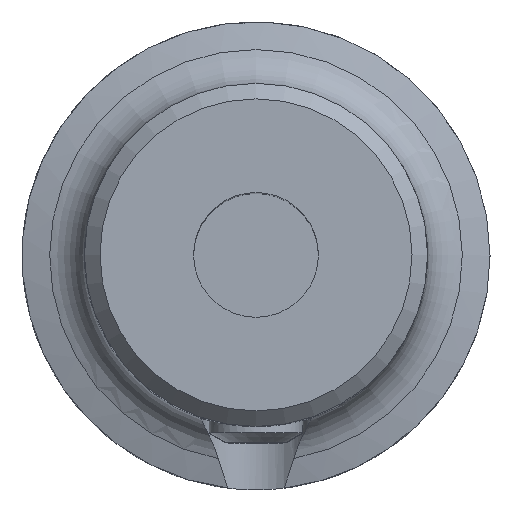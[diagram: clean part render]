
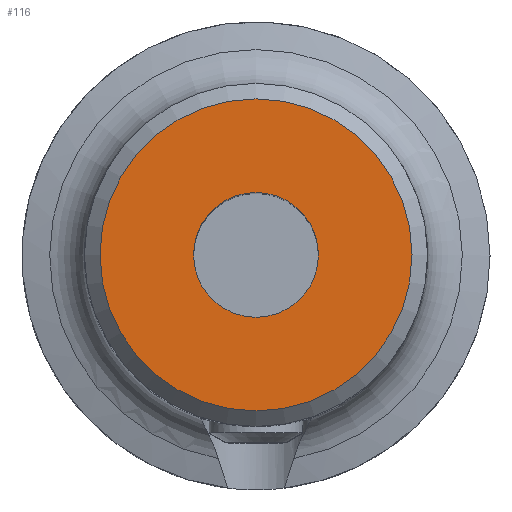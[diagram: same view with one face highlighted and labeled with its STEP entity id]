
A CAD part, top view. The second image highlights one B-rep face of the part: STEP entity #116.
In plain terms, the highlighted planar face has unit normal (0, 0, 1).
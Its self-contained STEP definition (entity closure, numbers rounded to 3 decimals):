
#49=PLANE('',#328);
#58=FACE_BOUND('',#158,.T.);
#59=FACE_BOUND('',#159,.T.);
#95=CIRCLE('',#326,10.);
#96=CIRCLE('',#327,4.);
#116=ADVANCED_FACE('',(#58,#59),#49,.F.);
#158=EDGE_LOOP('',(#208));
#159=EDGE_LOOP('',(#209));
#208=ORIENTED_EDGE('',*,*,#292,.T.);
#209=ORIENTED_EDGE('',*,*,#293,.T.);
#266=VERTEX_POINT('',#538);
#267=VERTEX_POINT('',#540);
#292=EDGE_CURVE('',#266,#266,#95,.T.);
#293=EDGE_CURVE('',#267,#267,#96,.T.);
#326=AXIS2_PLACEMENT_3D('',#537,#374,#375);
#327=AXIS2_PLACEMENT_3D('',#539,#376,#377);
#328=AXIS2_PLACEMENT_3D('',#541,#378,#379);
#374=DIRECTION('',(0.,0.,1.));
#375=DIRECTION('',(0.,1.,0.));
#376=DIRECTION('',(0.,0.,-1.));
#377=DIRECTION('',(-1.,0.,0.));
#378=DIRECTION('',(0.,0.,-1.));
#379=DIRECTION('',(0.,1.,0.));
#537=CARTESIAN_POINT('',(0.,0.,40.));
#538=CARTESIAN_POINT('',(0.,10.,40.));
#539=CARTESIAN_POINT('',(0.,0.,40.));
#540=CARTESIAN_POINT('',(-4.,0.,40.));
#541=CARTESIAN_POINT('',(0.,4.,40.));
